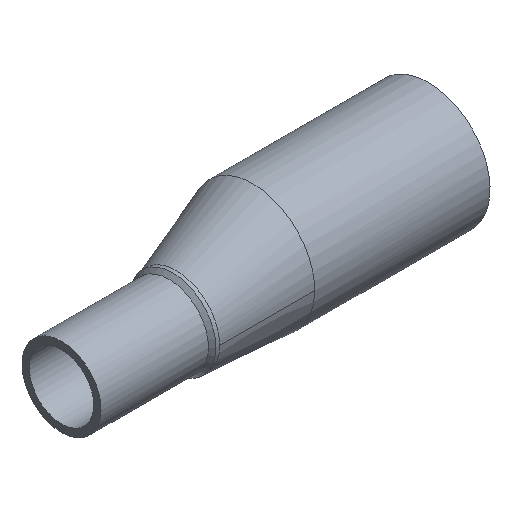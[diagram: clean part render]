
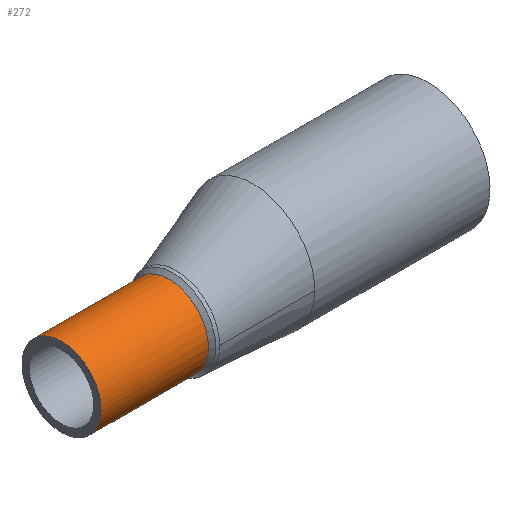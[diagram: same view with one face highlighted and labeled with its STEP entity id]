
A CAD part, isometric view. The second image highlights one B-rep face of the part: STEP entity #272.
In plain terms, the highlighted cylindrical face has radius 16 mm (diameter 32 mm), a full revolution.
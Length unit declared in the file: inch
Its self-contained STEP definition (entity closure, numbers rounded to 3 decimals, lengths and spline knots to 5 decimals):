
#19 = VERTEX_POINT ( 'NONE', #2097 ) ;
#22 = CARTESIAN_POINT ( 'NONE',  ( 0., -0.37773, -0.62992 ) ) ;
#65 = ORIENTED_EDGE ( 'NONE', *, *, #2161, .T. ) ;
#70 = CARTESIAN_POINT ( 'NONE',  ( 0., 0.33465, -0.08246 ) ) ;
#93 = EDGE_LOOP ( 'NONE', ( #654 ) ) ;
#108 = CARTESIAN_POINT ( 'NONE',  ( 0., -0.46016, -0.61353 ) ) ;
#123 = DIRECTION ( 'NONE',  ( 0., 1., 0. ) ) ;
#130 = CARTESIAN_POINT ( 'NONE',  ( 0., -0.61252, -0.55042 ) ) ;
#161 = CARTESIAN_POINT ( 'NONE',  ( 0., -0.68239, -0.50373 ) ) ;
#177 = CARTESIAN_POINT ( 'NONE',  ( 1.77165, -0.29528, 0. ) ) ;
#180 = CYLINDRICAL_SURFACE ( 'NONE', #922, 0.62992 ) ;
#211 = CARTESIAN_POINT ( 'NONE',  ( 1.7126, -0.29528, 0. ) ) ;
#218 = CARTESIAN_POINT ( 'NONE',  ( 0., -0.799, -0.38712 ) ) ;
#230 = CARTESIAN_POINT ( 'NONE',  ( 0., 0.20845, -0.38712 ) ) ;
#238 = CARTESIAN_POINT ( 'NONE',  ( 0., -0.29528, -0.62992 ) ) ;
#247 = DIRECTION ( 'NONE',  ( 1., 0., 0. ) ) ;
#272 = ADVANCED_FACE ( 'NONE', ( #1070, #2075 ), #180, .T. ) ;
#408 = VERTEX_POINT ( 'NONE', #1376 ) ;
#409 = CARTESIAN_POINT ( 'NONE',  ( 0., 0.02196, -0.55042 ) ) ;
#568 = CARTESIAN_POINT ( 'NONE',  ( 0., -0.29528, -0.62992 ) ) ;
#625 = VERTEX_POINT ( 'NONE', #2077 ) ;
#630 = CARTESIAN_POINT ( 'NONE',  ( 0., -0.84569, 0.31724 ) ) ;
#654 = ORIENTED_EDGE ( 'NONE', *, *, #1885, .F. ) ;
#709 = EDGE_LOOP ( 'NONE', ( #65, #1542 ) ) ;
#756 = CARTESIAN_POINT ( 'NONE',  ( 0., -0.21282, -0.62992 ) ) ;
#882 = CARTESIAN_POINT ( 'NONE',  ( 0., 0.25514, 0.31724 ) ) ;
#922 = AXIS2_PLACEMENT_3D ( 'NONE', #177, #1403, #1411 ) ;
#1035 = CARTESIAN_POINT ( 'NONE',  ( 0., -0.29528, 0.62992 ) ) ;
#1065 = CARTESIAN_POINT ( 'NONE',  ( 0., 0.31825, 0.16488 ) ) ;
#1070 = FACE_OUTER_BOUND ( 'NONE', #709, .T. ) ;
#1118 = CARTESIAN_POINT ( 'NONE',  ( 0., 0.31825, -0.16488 ) ) ;
#1172 = B_SPLINE_CURVE_WITH_KNOTS ( 'NONE', 3,
 ( #1446, #2156, #1691, #2247, #1881, #2068, #630, #1639, #1868, #1220, #2216, #1521, #218, #161, #130, #108, #22, #238 ),
 .UNSPECIFIED., .F., .F.,
 ( 4, 2, 2, 2, 2, 2, 2, 2, 4 ),
 ( 0., 0.125, 0.25, 0.375, 0.5, 0.625, 0.75, 0.875, 1. ),
 .UNSPECIFIED. ) ;
#1220 = CARTESIAN_POINT ( 'NONE',  ( 0., -0.9252, -0.08246 ) ) ;
#1231 = CARTESIAN_POINT ( 'NONE',  ( 0., -0.1304, 0.61353 ) ) ;
#1254 = CARTESIAN_POINT ( 'NONE',  ( 0., 0.02196, 0.55042 ) ) ;
#1275 = CARTESIAN_POINT ( 'NONE',  ( 0., 0.33465, 0.08246 ) ) ;
#1326 = CARTESIAN_POINT ( 'NONE',  ( 0., -0.21282, 0.62992 ) ) ;
#1376 = CARTESIAN_POINT ( 'NONE',  ( 0., -0.29528, 0.62992 ) ) ;
#1403 = DIRECTION ( 'NONE',  ( 1., 0., 0. ) ) ;
#1411 = DIRECTION ( 'NONE',  ( 0., 0., -1. ) ) ;
#1446 = CARTESIAN_POINT ( 'NONE',  ( 0., -0.29528, 0.62992 ) ) ;
#1452 = CARTESIAN_POINT ( 'NONE',  ( 0., 0.09184, -0.50373 ) ) ;
#1481 = B_SPLINE_CURVE_WITH_KNOTS ( 'NONE', 3,
 ( #568, #756, #1622, #409, #1452, #230, #1788, #1118, #70, #1275, #1065, #882, #2085, #1909, #1254, #1231, #1326, #1035 ),
 .UNSPECIFIED., .F., .F.,
 ( 4, 2, 2, 2, 2, 2, 2, 2, 4 ),
 ( 0., 0.125, 0.25, 0.375, 0.5, 0.625, 0.75, 0.875, 1. ),
 .UNSPECIFIED. ) ;
#1521 = CARTESIAN_POINT ( 'NONE',  ( 0., -0.84569, -0.31724 ) ) ;
#1542 = ORIENTED_EDGE ( 'NONE', *, *, #1803, .T. ) ;
#1583 = AXIS2_PLACEMENT_3D ( 'NONE', #211, #247, #123 ) ;
#1622 = CARTESIAN_POINT ( 'NONE',  ( 0., -0.1304, -0.61353 ) ) ;
#1639 = CARTESIAN_POINT ( 'NONE',  ( 0., -0.9088, 0.16488 ) ) ;
#1691 = CARTESIAN_POINT ( 'NONE',  ( 0., -0.46016, 0.61353 ) ) ;
#1788 = CARTESIAN_POINT ( 'NONE',  ( 0., 0.25514, -0.31724 ) ) ;
#1803 = EDGE_CURVE ( 'NONE', #19, #408, #1481, .T. ) ;
#1868 = CARTESIAN_POINT ( 'NONE',  ( 0., -0.9252, 0.08246 ) ) ;
#1881 = CARTESIAN_POINT ( 'NONE',  ( 0., -0.68239, 0.50373 ) ) ;
#1885 = EDGE_CURVE ( 'NONE', #625, #625, #1893, .T. ) ;
#1893 = CIRCLE ( 'NONE', #1583, 0.62992 ) ;
#1909 = CARTESIAN_POINT ( 'NONE',  ( 0., 0.09184, 0.50373 ) ) ;
#2068 = CARTESIAN_POINT ( 'NONE',  ( 0., -0.799, 0.38712 ) ) ;
#2075 = FACE_OUTER_BOUND ( 'NONE', #93, .T. ) ;
#2077 = CARTESIAN_POINT ( 'NONE',  ( 1.7126, 0.33465, 0. ) ) ;
#2085 = CARTESIAN_POINT ( 'NONE',  ( 0., 0.20845, 0.38712 ) ) ;
#2097 = CARTESIAN_POINT ( 'NONE',  ( 0., -0.29528, -0.62992 ) ) ;
#2156 = CARTESIAN_POINT ( 'NONE',  ( 0., -0.37773, 0.62992 ) ) ;
#2161 = EDGE_CURVE ( 'NONE', #408, #19, #1172, .T. ) ;
#2216 = CARTESIAN_POINT ( 'NONE',  ( 0., -0.9088, -0.16488 ) ) ;
#2247 = CARTESIAN_POINT ( 'NONE',  ( 0., -0.61252, 0.55042 ) ) ;
